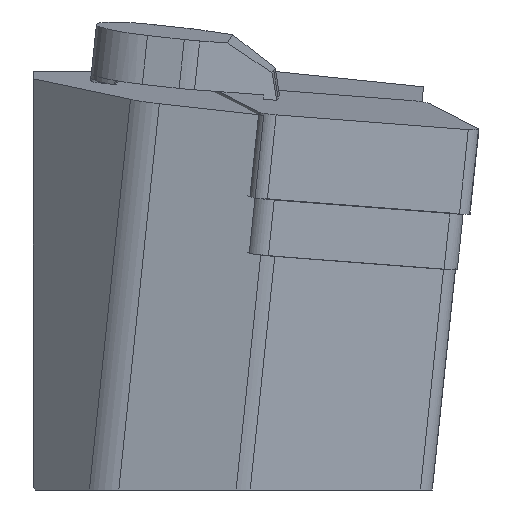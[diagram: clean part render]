
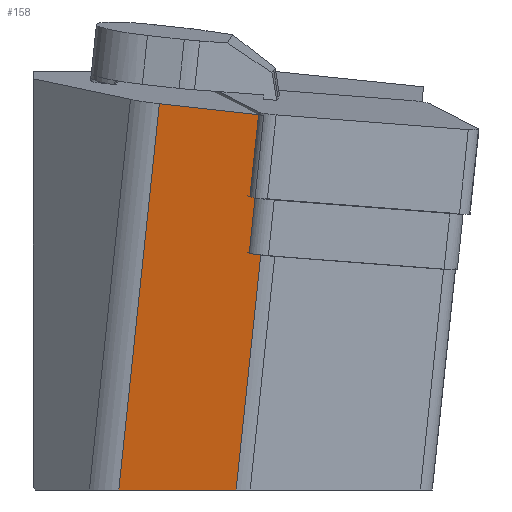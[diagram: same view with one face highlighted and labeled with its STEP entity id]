
A CAD part, left-side view. The second image highlights one B-rep face of the part: STEP entity #158.
In plain terms, the highlighted planar face has unit normal (-0.993, 0.062, -0.098).
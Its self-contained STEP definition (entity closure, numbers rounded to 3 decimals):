
#158=ADVANCED_FACE('',(#292),#232,.F.);
#232=PLANE('',#1585);
#292=FACE_OUTER_BOUND('',#369,.T.);
#369=EDGE_LOOP('',(#833,#834,#835,#836,#837,#838,#839));
#437=LINE('',#2107,#599);
#449=LINE('',#2131,#611);
#457=LINE('',#2154,#619);
#481=LINE('',#2211,#643);
#482=LINE('',#2215,#644);
#483=LINE('',#2217,#645);
#484=LINE('',#2218,#646);
#599=VECTOR('',#1695,1.);
#611=VECTOR('',#1711,1.);
#619=VECTOR('',#1729,1.);
#643=VECTOR('',#1779,1.);
#644=VECTOR('',#1784,1.);
#645=VECTOR('',#1785,1.);
#646=VECTOR('',#1786,1.);
#833=ORIENTED_EDGE('',*,*,#1317,.F.);
#834=ORIENTED_EDGE('',*,*,#1329,.T.);
#835=ORIENTED_EDGE('',*,*,#1341,.F.);
#836=ORIENTED_EDGE('',*,*,#1372,.T.);
#837=ORIENTED_EDGE('',*,*,#1373,.F.);
#838=ORIENTED_EDGE('',*,*,#1370,.F.);
#839=ORIENTED_EDGE('',*,*,#1374,.F.);
#1179=VERTEX_POINT('',#2104);
#1180=VERTEX_POINT('',#2106);
#1190=VERTEX_POINT('',#2130);
#1200=VERTEX_POINT('',#2153);
#1220=VERTEX_POINT('',#2210);
#1221=VERTEX_POINT('',#2212);
#1222=VERTEX_POINT('',#2216);
#1317=EDGE_CURVE('',#1180,#1179,#437,.T.);
#1329=EDGE_CURVE('',#1180,#1190,#449,.T.);
#1341=EDGE_CURVE('',#1200,#1190,#457,.T.);
#1370=EDGE_CURVE('',#1220,#1221,#481,.T.);
#1372=EDGE_CURVE('',#1200,#1222,#482,.T.);
#1373=EDGE_CURVE('',#1221,#1222,#483,.T.);
#1374=EDGE_CURVE('',#1179,#1220,#484,.T.);
#1585=AXIS2_PLACEMENT_3D('',#2219,#1787,#1788);
#1695=DIRECTION('',(-0.051,-0.993,-0.11));
#1711=DIRECTION('',(-0.105,-0.104,0.989));
#1729=DIRECTION('',(-0.051,-0.993,-0.11));
#1779=DIRECTION('',(0.105,0.104,-0.989));
#1784=DIRECTION('',(0.105,0.104,-0.989));
#1785=DIRECTION('',(0.063,0.998,0.));
#1786=DIRECTION('',(-0.051,-0.993,-0.11));
#1787=DIRECTION('',(0.993,-0.062,0.098));
#1788=DIRECTION('',(0.099,0.,-0.995));
#2104=CARTESIAN_POINT('',(3.118,-24.577,-13.737));
#2106=CARTESIAN_POINT('',(3.144,-24.066,-13.68));
#2107=CARTESIAN_POINT('',(3.077,-25.363,-13.823));
#2130=CARTESIAN_POINT('',(1.516,-25.685,1.72));
#2131=CARTESIAN_POINT('',(1.158,-26.041,5.112));
#2153=CARTESIAN_POINT('',(2.117,-14.07,3.004));
#2154=CARTESIAN_POINT('',(1.449,-26.982,1.576));
#2210=CARTESIAN_POINT('',(3.077,-25.363,-13.823));
#2211=CARTESIAN_POINT('',(6.854,-21.607,-49.559));
#2212=CARTESIAN_POINT('',(5.843,-22.612,-40.));
#2215=CARTESIAN_POINT('',(7.522,-8.696,-48.131));
#2216=CARTESIAN_POINT('',(6.662,-9.55,-40.));
#2217=CARTESIAN_POINT('',(5.91,-21.548,-40.));
#2218=CARTESIAN_POINT('',(3.077,-25.363,-13.823));
#2219=CARTESIAN_POINT('',(6.854,-21.607,-49.559));
